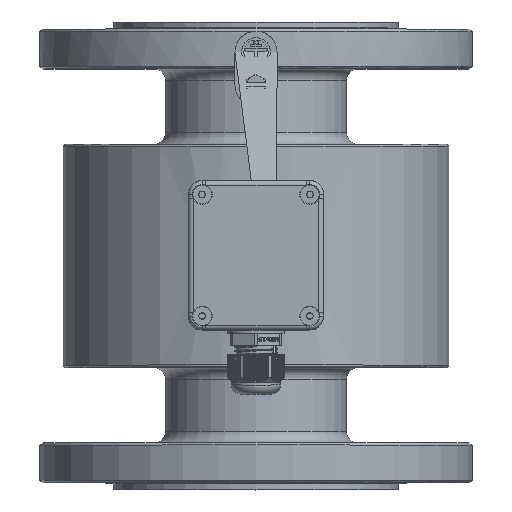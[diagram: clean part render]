
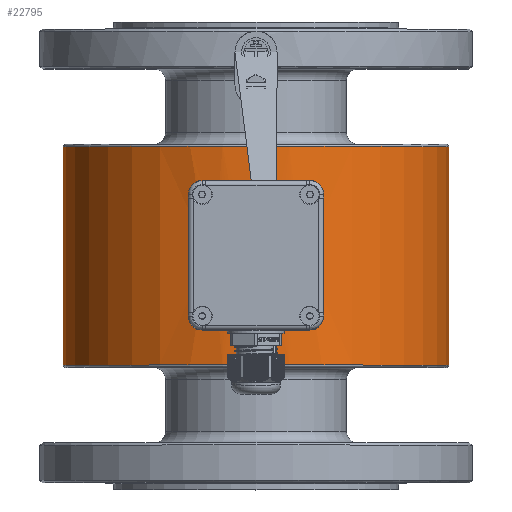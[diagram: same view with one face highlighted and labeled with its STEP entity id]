
A CAD part, top view. The second image highlights one B-rep face of the part: STEP entity #22795.
In plain terms, the highlighted cylindrical face has radius 82.5 mm (diameter 165 mm), a full revolution.
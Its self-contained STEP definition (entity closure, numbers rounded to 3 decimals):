
#792=FACE_BOUND('',#3028,.T.);
#1533=FACE_OUTER_BOUND('',#3027,.T.);
#3027=EDGE_LOOP('',(#15356,#15357,#15358,#15359));
#3028=EDGE_LOOP('',(#15360));
#4489=CIRCLE('',#24421,82.5);
#4492=CIRCLE('',#24425,82.5);
#5800=B_SPLINE_CURVE_WITH_KNOTS('',3,(#48908,#48909,#48910,#48911,#48912,
#48913,#48914,#48915,#48916,#48917,#48918,#48919,#48920,#48921,#48922,#48923,
#48924,#48925,#48926,#48927,#48928,#48929,#48930,#48931,#48932,#48933,#48934,
#48935,#48936,#48937,#48938,#48939,#48940,#48941,#48942,#48943,#48944,#48945,
#48946,#48947,#48948,#48949,#48950,#48951,#48952,#48953,#48954,#48955,#48956,
#48957,#48958,#48959,#48960,#48961,#48962,#48963,#48964,#48965,#48966,#48967,
#48968,#48969,#48970,#48971,#48972,#48973),.UNSPECIFIED.,.T.,.F.,(4,2,2,
2,2,2,2,2,2,2,2,2,2,2,2,2,2,2,2,2,2,2,2,2,2,2,2,2,2,2,2,2,4),(-12.717,
-12.32,-11.922,-11.525,-11.127,
-10.73,-10.333,-9.935,-9.538,
-9.141,-8.743,-8.346,-7.948,
-7.551,-7.153,-6.756,-6.359,
-5.961,-5.564,-5.166,-4.769,
-4.371,-3.974,-3.577,-3.179,
-2.782,-2.385,-1.987,-1.59,
-1.192,-0.795,-0.397,0.),
 .UNSPECIFIED.);
#6301=LINE('',#48906,#7699);
#7699=VECTOR('',#27729,82.5);
#9261=VERTEX_POINT('',#48898);
#9263=VERTEX_POINT('',#48904);
#9264=VERTEX_POINT('',#48907);
#11425=EDGE_CURVE('',#9261,#9261,#4489,.T.);
#11428=EDGE_CURVE('',#9263,#9263,#4492,.T.);
#11429=EDGE_CURVE('',#9263,#9261,#6301,.T.);
#11430=EDGE_CURVE('',#9264,#9264,#5800,.T.);
#15356=ORIENTED_EDGE('',*,*,#11428,.F.);
#15357=ORIENTED_EDGE('',*,*,#11429,.T.);
#15358=ORIENTED_EDGE('',*,*,#11425,.F.);
#15359=ORIENTED_EDGE('',*,*,#11429,.F.);
#15360=ORIENTED_EDGE('',*,*,#11430,.T.);
#21043=CYLINDRICAL_SURFACE('',#24424,82.5);
#22795=ADVANCED_FACE('',(#1533,#792),#21043,.T.);
#24421=AXIS2_PLACEMENT_3D('',#48899,#27719,#27720);
#24424=AXIS2_PLACEMENT_3D('',#48903,#27725,#27726);
#24425=AXIS2_PLACEMENT_3D('',#48905,#27727,#27728);
#27719=DIRECTION('center_axis',(-1.,0.,0.));
#27720=DIRECTION('ref_axis',(0.,-1.,0.));
#27725=DIRECTION('center_axis',(1.,0.,0.));
#27726=DIRECTION('ref_axis',(0.,1.,0.));
#27727=DIRECTION('center_axis',(1.,0.,0.));
#27728=DIRECTION('ref_axis',(0.,-1.,0.));
#27729=DIRECTION('',(-1.,0.,0.));
#48898=CARTESIAN_POINT('',(-46.75,-239.,0.));
#48899=CARTESIAN_POINT('Origin',(-46.75,-156.5,0.));
#48903=CARTESIAN_POINT('Origin',(0.,-156.5,0.));
#48904=CARTESIAN_POINT('',(46.75,-239.,0.));
#48905=CARTESIAN_POINT('Origin',(46.75,-156.5,0.));
#48906=CARTESIAN_POINT('',(0.,-239.,0.));
#48907=CARTESIAN_POINT('',(-21.,-74.,0.));
#48908=CARTESIAN_POINT('Ctrl Pts',(0.,-76.717,
-21.));
#48909=CARTESIAN_POINT('Ctrl Pts',(1.325,-76.717,-21.));
#48910=CARTESIAN_POINT('Ctrl Pts',(2.693,-76.684,-20.873));
#48911=CARTESIAN_POINT('Ctrl Pts',(5.41,-76.546,-20.338));
#48912=CARTESIAN_POINT('Ctrl Pts',(6.76,-76.442,-19.931));
#48913=CARTESIAN_POINT('Ctrl Pts',(9.345,-76.182,-18.858));
#48914=CARTESIAN_POINT('Ctrl Pts',(10.583,-76.027,-18.191));
#48915=CARTESIAN_POINT('Ctrl Pts',(12.87,-75.694,-16.651));
#48916=CARTESIAN_POINT('Ctrl Pts',(13.92,-75.517,-15.778));
#48917=CARTESIAN_POINT('Ctrl Pts',(15.778,-75.177,-13.92));
#48918=CARTESIAN_POINT('Ctrl Pts',(16.651,-75.002,-12.871));
#48919=CARTESIAN_POINT('Ctrl Pts',(18.191,-74.673,-10.583));
#48920=CARTESIAN_POINT('Ctrl Pts',(18.858,-74.521,-9.345));
#48921=CARTESIAN_POINT('Ctrl Pts',(19.931,-74.267,-6.76));
#48922=CARTESIAN_POINT('Ctrl Pts',(20.338,-74.166,-5.41));
#48923=CARTESIAN_POINT('Ctrl Pts',(20.873,-74.033,-2.693));
#48924=CARTESIAN_POINT('Ctrl Pts',(21.,-74.,-1.325));
#48925=CARTESIAN_POINT('Ctrl Pts',(21.,-74.,1.325));
#48926=CARTESIAN_POINT('Ctrl Pts',(20.873,-74.033,2.693));
#48927=CARTESIAN_POINT('Ctrl Pts',(20.338,-74.166,5.41));
#48928=CARTESIAN_POINT('Ctrl Pts',(19.931,-74.267,6.76));
#48929=CARTESIAN_POINT('Ctrl Pts',(18.858,-74.521,9.345));
#48930=CARTESIAN_POINT('Ctrl Pts',(18.191,-74.673,10.583));
#48931=CARTESIAN_POINT('Ctrl Pts',(16.651,-75.002,12.871));
#48932=CARTESIAN_POINT('Ctrl Pts',(15.778,-75.177,13.92));
#48933=CARTESIAN_POINT('Ctrl Pts',(13.92,-75.517,15.778));
#48934=CARTESIAN_POINT('Ctrl Pts',(12.87,-75.694,16.651));
#48935=CARTESIAN_POINT('Ctrl Pts',(10.583,-76.027,18.191));
#48936=CARTESIAN_POINT('Ctrl Pts',(9.345,-76.182,18.858));
#48937=CARTESIAN_POINT('Ctrl Pts',(6.76,-76.442,19.931));
#48938=CARTESIAN_POINT('Ctrl Pts',(5.41,-76.546,20.338));
#48939=CARTESIAN_POINT('Ctrl Pts',(2.693,-76.684,20.873));
#48940=CARTESIAN_POINT('Ctrl Pts',(1.325,-76.717,21.));
#48941=CARTESIAN_POINT('Ctrl Pts',(-1.325,-76.717,
21.));
#48942=CARTESIAN_POINT('Ctrl Pts',(-2.693,-76.684,
20.873));
#48943=CARTESIAN_POINT('Ctrl Pts',(-5.41,-76.546,
20.338));
#48944=CARTESIAN_POINT('Ctrl Pts',(-6.76,-76.442,
19.931));
#48945=CARTESIAN_POINT('Ctrl Pts',(-9.345,-76.182,
18.858));
#48946=CARTESIAN_POINT('Ctrl Pts',(-10.583,-76.027,
18.191));
#48947=CARTESIAN_POINT('Ctrl Pts',(-12.87,-75.694,
16.651));
#48948=CARTESIAN_POINT('Ctrl Pts',(-13.92,-75.517,15.778));
#48949=CARTESIAN_POINT('Ctrl Pts',(-15.778,-75.177,
13.92));
#48950=CARTESIAN_POINT('Ctrl Pts',(-16.651,-75.002,
12.871));
#48951=CARTESIAN_POINT('Ctrl Pts',(-18.191,-74.673,
10.583));
#48952=CARTESIAN_POINT('Ctrl Pts',(-18.858,-74.521,9.345));
#48953=CARTESIAN_POINT('Ctrl Pts',(-19.931,-74.267,
6.76));
#48954=CARTESIAN_POINT('Ctrl Pts',(-20.338,-74.166,
5.41));
#48955=CARTESIAN_POINT('Ctrl Pts',(-20.873,-74.033,
2.693));
#48956=CARTESIAN_POINT('Ctrl Pts',(-21.,-74.,1.325));
#48957=CARTESIAN_POINT('Ctrl Pts',(-21.,-74.,-1.325));
#48958=CARTESIAN_POINT('Ctrl Pts',(-20.873,-74.033,
-2.693));
#48959=CARTESIAN_POINT('Ctrl Pts',(-20.338,-74.166,
-5.41));
#48960=CARTESIAN_POINT('Ctrl Pts',(-19.931,-74.267,
-6.76));
#48961=CARTESIAN_POINT('Ctrl Pts',(-18.858,-74.521,-9.345));
#48962=CARTESIAN_POINT('Ctrl Pts',(-18.191,-74.673,
-10.583));
#48963=CARTESIAN_POINT('Ctrl Pts',(-16.651,-75.002,
-12.871));
#48964=CARTESIAN_POINT('Ctrl Pts',(-15.778,-75.177,
-13.92));
#48965=CARTESIAN_POINT('Ctrl Pts',(-13.92,-75.517,-15.778));
#48966=CARTESIAN_POINT('Ctrl Pts',(-12.87,-75.694,
-16.651));
#48967=CARTESIAN_POINT('Ctrl Pts',(-10.583,-76.027,
-18.191));
#48968=CARTESIAN_POINT('Ctrl Pts',(-9.345,-76.182,
-18.858));
#48969=CARTESIAN_POINT('Ctrl Pts',(-6.76,-76.442,
-19.931));
#48970=CARTESIAN_POINT('Ctrl Pts',(-5.41,-76.546,
-20.338));
#48971=CARTESIAN_POINT('Ctrl Pts',(-2.693,-76.684,
-20.873));
#48972=CARTESIAN_POINT('Ctrl Pts',(-1.325,-76.717,
-21.));
#48973=CARTESIAN_POINT('Ctrl Pts',(0.,-76.717,
-21.));
